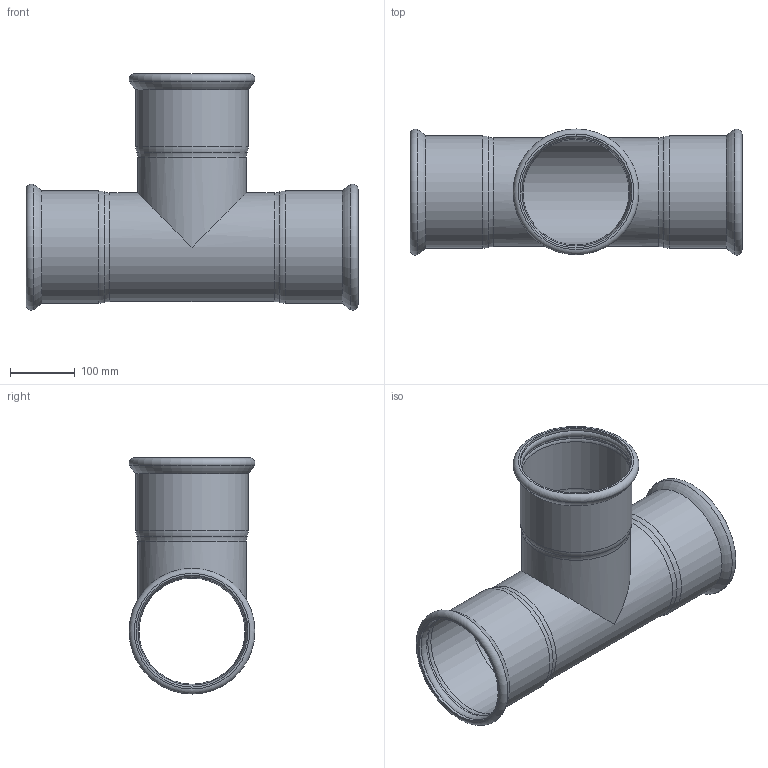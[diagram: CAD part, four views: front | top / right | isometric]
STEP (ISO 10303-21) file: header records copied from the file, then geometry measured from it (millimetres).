
FILE_DESCRIPTION(/* description */ (''),/* implementation_level */ '2;1');
FILE_NAME(/* name */ '182168000_Inoxpres.stp',/* time_stamp */ '2022-10-13T11:38:06+02:00',/* author */ ('Vault'),/* organization */ ('Raccorderie metalliche s.p.a. '),/* preprocessor_version */ 'ST-DEVELOPER v18.1',/* originating_system */ 'Autodesk Inventor 2020',/* authorisation */ 'Raccorderie metalliche s.p.a. ');
FILE_SCHEMA (('AUTOMOTIVE_DESIGN { 1 0 10303 214 3 1 1 }'));
Length unit declared in the file: millimetre
Products named in the file (1): 182168000_Inoxpres
Bounding box: 514 x 194.77 x 365.64 mm (x, y, z)
Volume: 998691.2 mm3; surface area: 746734.8 mm2
Topology: 2 solids, 2 shells, 47 faces, 161 edges, 115 vertices
Faces by surface type: torus 24, cylinder 16, bspline 4, plane 3
Full cylindrical faces by diameter (mm): 164.3 x2, 168.3 x2, 170 x3, 173 x6, 174 x3
Entity records: 2154 total; most frequent: CARTESIAN_POINT 560, DIRECTION 388, ORIENTED_EDGE 322, AXIS2_PLACEMENT_3D 183, EDGE_CURVE 161, CIRCLE 127, VERTEX_POINT 115, EDGE_LOOP 50
